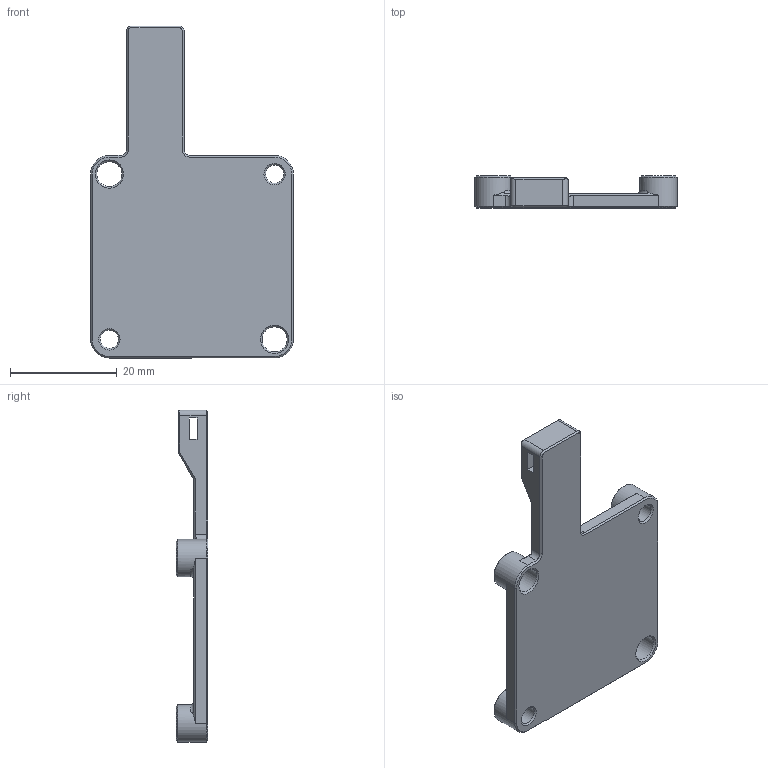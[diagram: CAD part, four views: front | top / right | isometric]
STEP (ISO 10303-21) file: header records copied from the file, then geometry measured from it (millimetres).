
FILE_DESCRIPTION(/* description */ (''),/* implementation_level */ '2;1');
FILE_NAME(/* name */ 'lgx_lite_back_42can_mount.step',/* time_stamp */ '2022-08-14T21:38:04+12:00',/* author */ (''),/* organization */ (''),/* preprocessor_version */ 'ST-DEVELOPER v19',/* originating_system */ 'Autodesk Translation Framework v11.7.0.108',/* authorisation */ '');
FILE_SCHEMA (('AUTOMOTIVE_DESIGN { 1 0 10303 214 3 1 1 }'));
Length unit declared in the file: millimetre
Products named in the file (1): LGX Lite EBB42 back mount
Bounding box: 38 x 6 x 62.28 mm (x, y, z)
Volume: 5012.2 mm3; surface area: 4509.1 mm2
Topology: 1 solids, 1 shells, 72 faces, 180 edges, 110 vertices
Faces by surface type: plane 40, cone 16, cylinder 12, torus 4
Full cylindrical faces by diameter (mm): 3.4 x2, 4.7 x2, 7 x4
Entity records: 2256 total; most frequent: CARTESIAN_POINT 467, DIRECTION 380, ORIENTED_EDGE 360, EDGE_CURVE 180, AXIS2_PLACEMENT_3D 135, LINE 110, VECTOR 110, VERTEX_POINT 110
